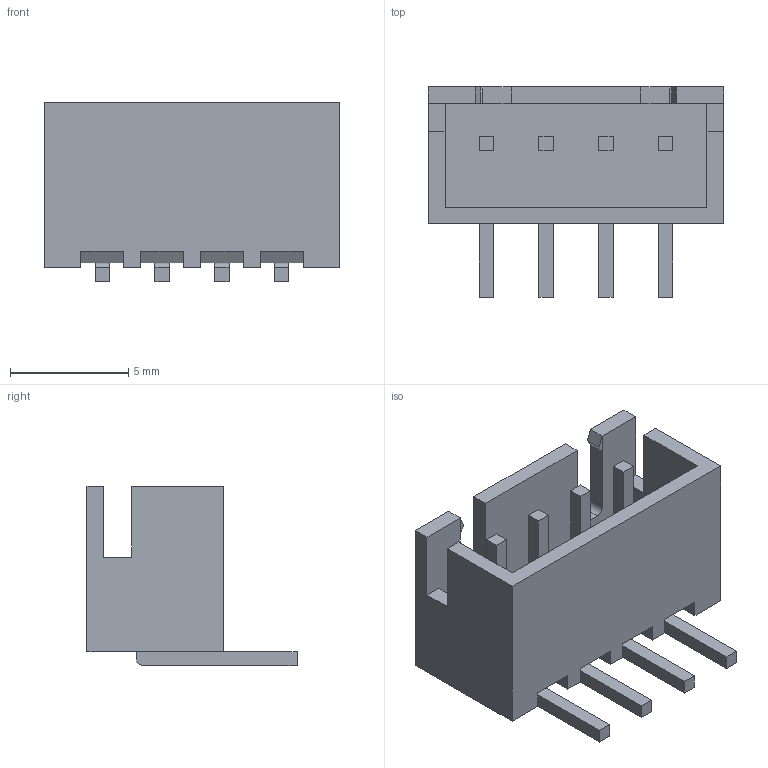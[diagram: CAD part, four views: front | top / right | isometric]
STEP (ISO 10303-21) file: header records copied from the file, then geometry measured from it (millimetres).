
FILE_DESCRIPTION (( 'STEP AP214' ), '1' );
FILE_NAME ('C7282958-E8F6-48A5-91AD-AACEC6C61A8D.STEP', '2025-04-27T10:17:16', ( '' ), ( '' ), 'SwSTEP 2.0', 'SolidWorks 2022', '' );
FILE_SCHEMA (( 'AUTOMOTIVE_DESIGN' ));
Length unit declared in the file: millimetre
Products named in the file (1): C7282958-E8F6-48A5-91AD-AACEC6C61A8D
Bounding box: 12.5 x 8.9 x 7.6 mm (x, y, z)
Volume: 251 mm3; surface area: 657.9 mm2
Topology: 3 solids, 3 shells, 112 faces, 294 edges, 196 vertices
Faces by surface type: plane 102, cylinder 10
Entity records: 4550 total; most frequent: CARTESIAN_POINT 603, ORIENTED_EDGE 588, DIRECTION 540, EDGE_CURVE 294, LINE 274, VECTOR 274, VERTEX_POINT 196, AXIS2_PLACEMENT_3D 133
